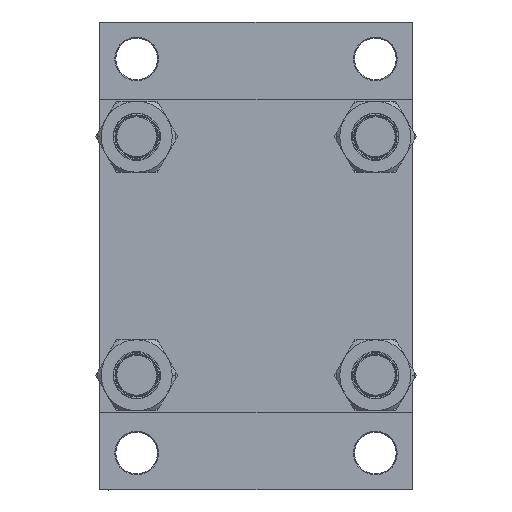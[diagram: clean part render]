
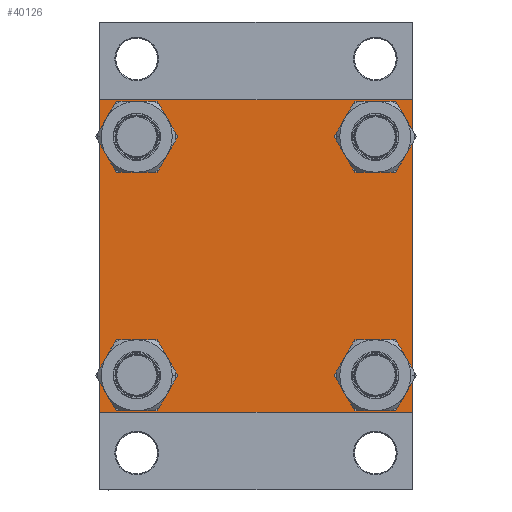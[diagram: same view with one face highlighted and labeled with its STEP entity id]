
A CAD part, left-side view. The second image highlights one B-rep face of the part: STEP entity #40126.
In plain terms, the highlighted planar face has unit normal (-1, 0, 0).
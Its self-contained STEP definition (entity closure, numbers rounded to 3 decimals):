
#906 = ORIENTED_EDGE ( 'NONE', *, *, #38716, .T. ) ;
#1070 = EDGE_CURVE ( 'NONE', #10610, #46675, #3768, .T. ) ;
#1462 = DIRECTION ( 'NONE',  ( 1., 0., 0. ) ) ;
#1948 = ORIENTED_EDGE ( 'NONE', *, *, #32270, .T. ) ;
#2224 = ORIENTED_EDGE ( 'NONE', *, *, #34545, .F. ) ;
#2239 = CARTESIAN_POINT ( 'NONE',  ( 0., -82., 82.5 ) ) ;
#2468 = VERTEX_POINT ( 'NONE', #2239 ) ;
#2800 = VERTEX_POINT ( 'NONE', #7442 ) ;
#3074 = CARTESIAN_POINT ( 'NONE',  ( 0., 82.5, 82.5 ) ) ;
#3107 = CIRCLE ( 'NONE', #31580, 11.5 ) ;
#3226 = PLANE ( 'NONE',  #39496 ) ;
#3768 = CIRCLE ( 'NONE', #39413, 11.5 ) ;
#4959 = DIRECTION ( 'NONE',  ( 0., 0.707, -0.707 ) ) ;
#5226 = EDGE_LOOP ( 'NONE', ( #40186, #1948 ) ) ;
#5783 = EDGE_CURVE ( 'NONE', #37078, #14763, #34148, .T. ) ;
#5986 = DIRECTION ( 'NONE',  ( 0., 0., 1. ) ) ;
#6232 = CARTESIAN_POINT ( 'NONE',  ( 0., 62.95, -62.95 ) ) ;
#6333 = LINE ( 'NONE', #21185, #20545 ) ;
#6679 = ORIENTED_EDGE ( 'NONE', *, *, #22380, .T. ) ;
#6707 = DIRECTION ( 'NONE',  ( 1., 0., 0. ) ) ;
#6708 = CARTESIAN_POINT ( 'NONE',  ( 0., -62.95, 62.95 ) ) ;
#7442 = CARTESIAN_POINT ( 'NONE',  ( 0., -82.5, 82. ) ) ;
#7550 = DIRECTION ( 'NONE',  ( 0., 0., -1. ) ) ;
#7633 = ORIENTED_EDGE ( 'NONE', *, *, #5783, .T. ) ;
#9456 = AXIS2_PLACEMENT_3D ( 'NONE', #9994, #13639, #17309 ) ;
#9459 = CARTESIAN_POINT ( 'NONE',  ( 0., -62.95, -74.45 ) ) ;
#9822 = CARTESIAN_POINT ( 'NONE',  ( 0., 62.95, 62.95 ) ) ;
#9994 = CARTESIAN_POINT ( 'NONE',  ( 0., -62.95, -62.95 ) ) ;
#10520 = FACE_BOUND ( 'NONE', #24573, .T. ) ;
#10610 = VERTEX_POINT ( 'NONE', #23607 ) ;
#10727 = VERTEX_POINT ( 'NONE', #9459 ) ;
#10741 = VECTOR ( 'NONE', #43310, 1000. ) ;
#10792 = VERTEX_POINT ( 'NONE', #26905 ) ;
#11242 = DIRECTION ( 'NONE',  ( 0., 0., 1. ) ) ;
#11377 = ORIENTED_EDGE ( 'NONE', *, *, #24578, .F. ) ;
#11434 = EDGE_CURVE ( 'NONE', #22627, #10727, #18009, .T. ) ;
#11532 = LINE ( 'NONE', #18116, #21616 ) ;
#11923 = CARTESIAN_POINT ( 'NONE',  ( 0., 62.95, -62.95 ) ) ;
#12012 = LINE ( 'NONE', #30779, #36907 ) ;
#12778 = VERTEX_POINT ( 'NONE', #21637 ) ;
#13634 = CARTESIAN_POINT ( 'NONE',  ( 0., 82.5, -82. ) ) ;
#13639 = DIRECTION ( 'NONE',  ( 1., 0., 0. ) ) ;
#13682 = CARTESIAN_POINT ( 'NONE',  ( 0., -82., -82.5 ) ) ;
#13963 = DIRECTION ( 'NONE',  ( 0., 0., 1. ) ) ;
#14184 = DIRECTION ( 'NONE',  ( -1., 0., 0. ) ) ;
#14761 = ORIENTED_EDGE ( 'NONE', *, *, #37613, .T. ) ;
#14763 = VERTEX_POINT ( 'NONE', #39909 ) ;
#14898 = CARTESIAN_POINT ( 'NONE',  ( 0., 0., 0. ) ) ;
#15274 = ORIENTED_EDGE ( 'NONE', *, *, #32208, .T. ) ;
#15586 = LINE ( 'NONE', #37990, #41753 ) ;
#15922 = LINE ( 'NONE', #34912, #18136 ) ;
#15988 = CARTESIAN_POINT ( 'NONE',  ( 0., 62.95, -51.45 ) ) ;
#16404 = DIRECTION ( 'NONE',  ( 0., -0.707, 0.707 ) ) ;
#17309 = DIRECTION ( 'NONE',  ( 0., 0., 1. ) ) ;
#18009 = CIRCLE ( 'NONE', #9456, 11.5 ) ;
#18116 = CARTESIAN_POINT ( 'NONE',  ( 0., -82.25, 82.25 ) ) ;
#18136 = VECTOR ( 'NONE', #16404, 1000. ) ;
#18282 = VECTOR ( 'NONE', #29370, 1000. ) ;
#18325 = CARTESIAN_POINT ( 'NONE',  ( 0., 82.5, 82.5 ) ) ;
#18597 = ORIENTED_EDGE ( 'NONE', *, *, #42233, .T. ) ;
#19068 = EDGE_CURVE ( 'NONE', #19126, #10792, #15922, .T. ) ;
#19126 = VERTEX_POINT ( 'NONE', #13682 ) ;
#19340 = CIRCLE ( 'NONE', #20145, 11.5 ) ;
#19995 = ORIENTED_EDGE ( 'NONE', *, *, #44549, .T. ) ;
#20145 = AXIS2_PLACEMENT_3D ( 'NONE', #11923, #1462, #45299 ) ;
#20545 = VECTOR ( 'NONE', #43345, 1000. ) ;
#20804 = AXIS2_PLACEMENT_3D ( 'NONE', #32340, #20884, #28691 ) ;
#20884 = DIRECTION ( 'NONE',  ( 1., 0., 0. ) ) ;
#21185 = CARTESIAN_POINT ( 'NONE',  ( 0., 82.5, -82.5 ) ) ;
#21616 = VECTOR ( 'NONE', #40751, 1000. ) ;
#21637 = CARTESIAN_POINT ( 'NONE',  ( 0., 62.95, -74.45 ) ) ;
#21725 = FACE_BOUND ( 'NONE', #44321, .T. ) ;
#22074 = ORIENTED_EDGE ( 'NONE', *, *, #31627, .T. ) ;
#22380 = EDGE_CURVE ( 'NONE', #25787, #36250, #12012, .T. ) ;
#22627 = VERTEX_POINT ( 'NONE', #41907 ) ;
#23607 = CARTESIAN_POINT ( 'NONE',  ( 0., -62.95, 51.45 ) ) ;
#23956 = CIRCLE ( 'NONE', #28612, 11.5 ) ;
#24035 = CARTESIAN_POINT ( 'NONE',  ( 0., -62.95, 74.45 ) ) ;
#24573 = EDGE_LOOP ( 'NONE', ( #906, #7633 ) ) ;
#24578 = EDGE_CURVE ( 'NONE', #2800, #10792, #15586, .T. ) ;
#24785 = ORIENTED_EDGE ( 'NONE', *, *, #19068, .T. ) ;
#24953 = LINE ( 'NONE', #18325, #42739 ) ;
#25787 = VERTEX_POINT ( 'NONE', #25798 ) ;
#25798 = CARTESIAN_POINT ( 'NONE',  ( 0., 82., 82.5 ) ) ;
#26052 = DIRECTION ( 'NONE',  ( 0., 0., 1. ) ) ;
#26905 = CARTESIAN_POINT ( 'NONE',  ( 0., -82.5, -82. ) ) ;
#27260 = CARTESIAN_POINT ( 'NONE',  ( 0., -62.95, 62.95 ) ) ;
#27689 = ORIENTED_EDGE ( 'NONE', *, *, #41454, .T. ) ;
#28180 = DIRECTION ( 'NONE',  ( 0., 0., 1. ) ) ;
#28472 = CARTESIAN_POINT ( 'NONE',  ( 0., 82.25, -82.25 ) ) ;
#28612 = AXIS2_PLACEMENT_3D ( 'NONE', #27260, #31612, #46465 ) ;
#28691 = DIRECTION ( 'NONE',  ( 0., 0., 1. ) ) ;
#29052 = FACE_BOUND ( 'NONE', #41166, .T. ) ;
#29370 = DIRECTION ( 'NONE',  ( 0., -1., 0. ) ) ;
#30779 = CARTESIAN_POINT ( 'NONE',  ( 0., 82.25, 82.25 ) ) ;
#30959 = CIRCLE ( 'NONE', #48055, 11.5 ) ;
#31196 = VERTEX_POINT ( 'NONE', #15988 ) ;
#31580 = AXIS2_PLACEMENT_3D ( 'NONE', #9822, #32017, #13963 ) ;
#31612 = DIRECTION ( 'NONE',  ( 1., 0., 0. ) ) ;
#31627 = EDGE_CURVE ( 'NONE', #2800, #2468, #11532, .T. ) ;
#31634 = LINE ( 'NONE', #28472, #10741 ) ;
#31825 = AXIS2_PLACEMENT_3D ( 'NONE', #44061, #40152, #26052 ) ;
#32017 = DIRECTION ( 'NONE',  ( 1., 0., 0. ) ) ;
#32208 = EDGE_CURVE ( 'NONE', #46675, #10610, #23956, .T. ) ;
#32270 = EDGE_CURVE ( 'NONE', #10727, #22627, #47279, .T. ) ;
#32340 = CARTESIAN_POINT ( 'NONE',  ( 0., -62.95, -62.95 ) ) ;
#32701 = FACE_BOUND ( 'NONE', #5226, .T. ) ;
#33192 = EDGE_CURVE ( 'NONE', #41223, #19126, #6333, .T. ) ;
#34069 = VERTEX_POINT ( 'NONE', #13634 ) ;
#34148 = CIRCLE ( 'NONE', #31825, 11.5 ) ;
#34219 = ORIENTED_EDGE ( 'NONE', *, *, #1070, .T. ) ;
#34545 = EDGE_CURVE ( 'NONE', #25787, #2468, #44463, .T. ) ;
#34912 = CARTESIAN_POINT ( 'NONE',  ( 0., -82.25, -82.25 ) ) ;
#36250 = VERTEX_POINT ( 'NONE', #41644 ) ;
#36444 = EDGE_LOOP ( 'NONE', ( #19995, #27689, #48127, #24785, #11377, #22074, #2224, #6679 ) ) ;
#36907 = VECTOR ( 'NONE', #4959, 1000. ) ;
#37078 = VERTEX_POINT ( 'NONE', #43643 ) ;
#37613 = EDGE_CURVE ( 'NONE', #12778, #31196, #30959, .T. ) ;
#37982 = CARTESIAN_POINT ( 'NONE',  ( 0., 82., -82.5 ) ) ;
#37990 = CARTESIAN_POINT ( 'NONE',  ( 0., -82.5, 82.5 ) ) ;
#38716 = EDGE_CURVE ( 'NONE', #14763, #37078, #3107, .T. ) ;
#39413 = AXIS2_PLACEMENT_3D ( 'NONE', #6708, #43494, #5986 ) ;
#39496 = AXIS2_PLACEMENT_3D ( 'NONE', #14898, #14184, #11242 ) ;
#39909 = CARTESIAN_POINT ( 'NONE',  ( 0., 62.95, 74.45 ) ) ;
#40126 = ADVANCED_FACE ( 'NONE', ( #21725, #32701, #29052, #10520, #47792 ), #3226, .T. ) ;
#40152 = DIRECTION ( 'NONE',  ( 1., 0., 0. ) ) ;
#40186 = ORIENTED_EDGE ( 'NONE', *, *, #11434, .T. ) ;
#40494 = DIRECTION ( 'NONE',  ( 0., 0., -1. ) ) ;
#40751 = DIRECTION ( 'NONE',  ( 0., 0.707, 0.707 ) ) ;
#41166 = EDGE_LOOP ( 'NONE', ( #18597, #14761 ) ) ;
#41223 = VERTEX_POINT ( 'NONE', #37982 ) ;
#41454 = EDGE_CURVE ( 'NONE', #34069, #41223, #31634, .T. ) ;
#41644 = CARTESIAN_POINT ( 'NONE',  ( 0., 82.5, 82. ) ) ;
#41753 = VECTOR ( 'NONE', #7550, 1000. ) ;
#41907 = CARTESIAN_POINT ( 'NONE',  ( 0., -62.95, -51.45 ) ) ;
#42233 = EDGE_CURVE ( 'NONE', #31196, #12778, #19340, .T. ) ;
#42739 = VECTOR ( 'NONE', #40494, 1000. ) ;
#43310 = DIRECTION ( 'NONE',  ( 0., -0.707, -0.707 ) ) ;
#43345 = DIRECTION ( 'NONE',  ( 0., -1., 0. ) ) ;
#43494 = DIRECTION ( 'NONE',  ( 1., 0., 0. ) ) ;
#43643 = CARTESIAN_POINT ( 'NONE',  ( 0., 62.95, 51.45 ) ) ;
#44061 = CARTESIAN_POINT ( 'NONE',  ( 0., 62.95, 62.95 ) ) ;
#44321 = EDGE_LOOP ( 'NONE', ( #15274, #34219 ) ) ;
#44463 = LINE ( 'NONE', #3074, #18282 ) ;
#44549 = EDGE_CURVE ( 'NONE', #36250, #34069, #24953, .T. ) ;
#45299 = DIRECTION ( 'NONE',  ( 0., 0., 1. ) ) ;
#46465 = DIRECTION ( 'NONE',  ( 0., 0., 1. ) ) ;
#46675 = VERTEX_POINT ( 'NONE', #24035 ) ;
#47279 = CIRCLE ( 'NONE', #20804, 11.5 ) ;
#47792 = FACE_OUTER_BOUND ( 'NONE', #36444, .T. ) ;
#48055 = AXIS2_PLACEMENT_3D ( 'NONE', #6232, #6707, #28180 ) ;
#48127 = ORIENTED_EDGE ( 'NONE', *, *, #33192, .T. ) ;
